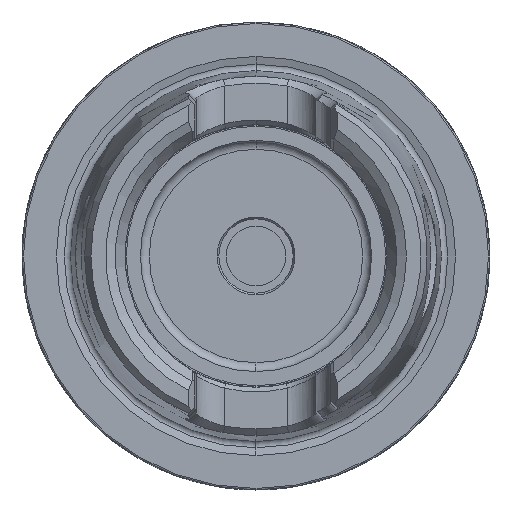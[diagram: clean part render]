
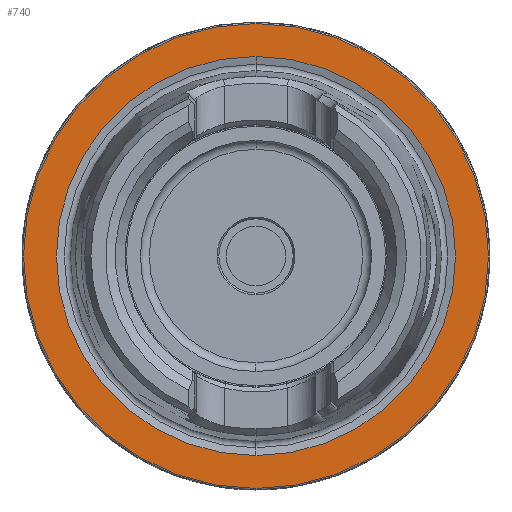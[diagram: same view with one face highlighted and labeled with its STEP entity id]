
A CAD part, left-side view. The second image highlights one B-rep face of the part: STEP entity #740.
In plain terms, the highlighted planar face has unit normal (-1, 0, 0).
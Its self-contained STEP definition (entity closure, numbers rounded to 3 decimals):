
#62 = EDGE_LOOP ( 'NONE', ( #2565, #12657 ) ) ;
#740 = ADVANCED_FACE ( 'NONE', ( #10872, #5703 ), #5468, .F. ) ;
#875 = DIRECTION ( 'NONE',  ( 0., 0., 1. ) ) ;
#979 = DIRECTION ( 'NONE',  ( 1., 0., 0. ) ) ;
#1116 = AXIS2_PLACEMENT_3D ( 'NONE', #5232, #12466, #6314 ) ;
#2135 = CIRCLE ( 'NONE', #1116, 26.85 ) ;
#2565 = ORIENTED_EDGE ( 'NONE', *, *, #4286, .T. ) ;
#2606 = CIRCLE ( 'NONE', #11560, 26.85 ) ;
#2985 = CARTESIAN_POINT ( 'NONE',  ( 0., 0., 0. ) ) ;
#3465 = VERTEX_POINT ( 'NONE', #10527 ) ;
#4029 = DIRECTION ( 'NONE',  ( 0., 0., -1. ) ) ;
#4044 = DIRECTION ( 'NONE',  ( 0., 0., 1. ) ) ;
#4286 = EDGE_CURVE ( 'NONE', #11177, #5539, #11221, .T. ) ;
#4960 = CARTESIAN_POINT ( 'NONE',  ( 0., 31.275, 0. ) ) ;
#5232 = CARTESIAN_POINT ( 'NONE',  ( 0., 0., 0. ) ) ;
#5468 = PLANE ( 'NONE',  #7663 ) ;
#5539 = VERTEX_POINT ( 'NONE', #9168 ) ;
#5703 = FACE_OUTER_BOUND ( 'NONE', #62, .T. ) ;
#5903 = CARTESIAN_POINT ( 'NONE',  ( 0., 0., 31.275 ) ) ;
#5924 = CARTESIAN_POINT ( 'NONE',  ( 0., 0., 0. ) ) ;
#6188 = AXIS2_PLACEMENT_3D ( 'NONE', #13331, #7144, #875 ) ;
#6314 = DIRECTION ( 'NONE',  ( 0., 0., 1. ) ) ;
#6974 = DIRECTION ( 'NONE',  ( 0., 0., 1. ) ) ;
#7016 = ORIENTED_EDGE ( 'NONE', *, *, #10375, .F. ) ;
#7144 = DIRECTION ( 'NONE',  ( -1., 0., 0. ) ) ;
#7385 = EDGE_CURVE ( 'NONE', #5539, #11177, #11770, .T. ) ;
#7394 = EDGE_LOOP ( 'NONE', ( #7016, #11507 ) ) ;
#7663 = AXIS2_PLACEMENT_3D ( 'NONE', #4960, #979, #4029 ) ;
#9168 = CARTESIAN_POINT ( 'NONE',  ( 0., 0., -31.275 ) ) ;
#10262 = DIRECTION ( 'NONE',  ( -1., 0., 0. ) ) ;
#10334 = AXIS2_PLACEMENT_3D ( 'NONE', #2985, #10262, #4044 ) ;
#10375 = EDGE_CURVE ( 'NONE', #3465, #10915, #2135, .T. ) ;
#10527 = CARTESIAN_POINT ( 'NONE',  ( 0., 0., 26.85 ) ) ;
#10687 = EDGE_CURVE ( 'NONE', #10915, #3465, #2606, .T. ) ;
#10872 = FACE_BOUND ( 'NONE', #7394, .T. ) ;
#10915 = VERTEX_POINT ( 'NONE', #12642 ) ;
#11177 = VERTEX_POINT ( 'NONE', #5903 ) ;
#11221 = CIRCLE ( 'NONE', #10334, 31.275 ) ;
#11507 = ORIENTED_EDGE ( 'NONE', *, *, #10687, .F. ) ;
#11560 = AXIS2_PLACEMENT_3D ( 'NONE', #5924, #13164, #6974 ) ;
#11770 = CIRCLE ( 'NONE', #6188, 31.275 ) ;
#12466 = DIRECTION ( 'NONE',  ( -1., 0., 0. ) ) ;
#12642 = CARTESIAN_POINT ( 'NONE',  ( 0., 0., -26.85 ) ) ;
#12657 = ORIENTED_EDGE ( 'NONE', *, *, #7385, .T. ) ;
#13164 = DIRECTION ( 'NONE',  ( -1., 0., 0. ) ) ;
#13331 = CARTESIAN_POINT ( 'NONE',  ( 0., 0., 0. ) ) ;
